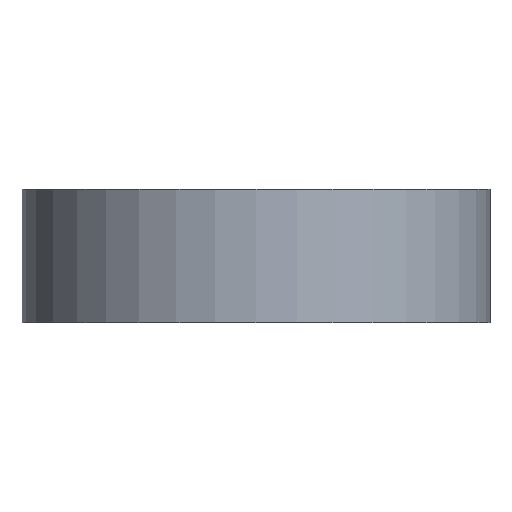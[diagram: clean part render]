
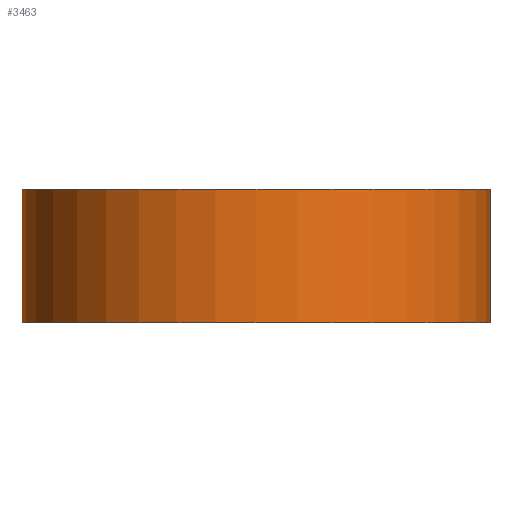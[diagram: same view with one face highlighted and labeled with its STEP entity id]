
A CAD part, front view. The second image highlights one B-rep face of the part: STEP entity #3463.
In plain terms, the highlighted cylindrical face has radius 35 mm (diameter 70 mm), a partial arc.
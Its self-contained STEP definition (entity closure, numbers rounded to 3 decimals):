
#169 = VERTEX_POINT ( 'NONE', #3184 ) ;
#178 = CARTESIAN_POINT ( 'NONE',  ( 35., 0., -25. ) ) ;
#359 = CARTESIAN_POINT ( 'NONE',  ( 0., 0., -8. ) ) ;
#362 = CARTESIAN_POINT ( 'NONE',  ( 35., 0., -5. ) ) ;
#378 = EDGE_CURVE ( 'NONE', #1194, #6518, #2294, .T. ) ;
#547 = CARTESIAN_POINT ( 'NONE',  ( 0., 0., -25. ) ) ;
#857 = AXIS2_PLACEMENT_3D ( 'NONE', #359, #1764, #6379 ) ;
#868 = EDGE_CURVE ( 'NONE', #1595, #169, #4528, .T. ) ;
#1194 = VERTEX_POINT ( 'NONE', #362 ) ;
#1267 = AXIS2_PLACEMENT_3D ( 'NONE', #547, #2023, #3128 ) ;
#1433 = EDGE_CURVE ( 'NONE', #6518, #169, #5745, .T. ) ;
#1595 = VERTEX_POINT ( 'NONE', #1984 ) ;
#1764 = DIRECTION ( 'NONE',  ( 0., 0., 1. ) ) ;
#1900 = VECTOR ( 'NONE', #4460, 1000. ) ;
#1984 = CARTESIAN_POINT ( 'NONE',  ( -35., 0., -5. ) ) ;
#2023 = DIRECTION ( 'NONE',  ( 0., 0., -1. ) ) ;
#2294 = LINE ( 'NONE', #2324, #6336 ) ;
#2324 = CARTESIAN_POINT ( 'NONE',  ( 35., 0., -5. ) ) ;
#2816 = ORIENTED_EDGE ( 'NONE', *, *, #868, .T. ) ;
#3058 = EDGE_LOOP ( 'NONE', ( #4892, #4925, #2816, #6456 ) ) ;
#3128 = DIRECTION ( 'NONE',  ( -1., 0., 0. ) ) ;
#3184 = CARTESIAN_POINT ( 'NONE',  ( -35., 0., -25. ) ) ;
#3301 = EDGE_CURVE ( 'NONE', #1595, #1194, #4833, .T. ) ;
#3405 = CYLINDRICAL_SURFACE ( 'NONE', #857, 35. ) ;
#3463 = ADVANCED_FACE ( 'NONE', ( #4323 ), #3405, .T. ) ;
#3548 = AXIS2_PLACEMENT_3D ( 'NONE', #5663, #4703, #3784 ) ;
#3784 = DIRECTION ( 'NONE',  ( 1., 0., 0. ) ) ;
#4028 = CARTESIAN_POINT ( 'NONE',  ( -35., 0., -5. ) ) ;
#4323 = FACE_OUTER_BOUND ( 'NONE', #3058, .T. ) ;
#4460 = DIRECTION ( 'NONE',  ( 0., 0., -1. ) ) ;
#4528 = LINE ( 'NONE', #4028, #1900 ) ;
#4703 = DIRECTION ( 'NONE',  ( 0., 0., 1. ) ) ;
#4833 = CIRCLE ( 'NONE', #3548, 35. ) ;
#4892 = ORIENTED_EDGE ( 'NONE', *, *, #378, .F. ) ;
#4925 = ORIENTED_EDGE ( 'NONE', *, *, #3301, .F. ) ;
#5333 = DIRECTION ( 'NONE',  ( 0., 0., -1. ) ) ;
#5663 = CARTESIAN_POINT ( 'NONE',  ( 0., 0., -5. ) ) ;
#5745 = CIRCLE ( 'NONE', #1267, 35. ) ;
#6336 = VECTOR ( 'NONE', #5333, 1000. ) ;
#6379 = DIRECTION ( 'NONE',  ( 1., 0., 0. ) ) ;
#6456 = ORIENTED_EDGE ( 'NONE', *, *, #1433, .F. ) ;
#6518 = VERTEX_POINT ( 'NONE', #178 ) ;
